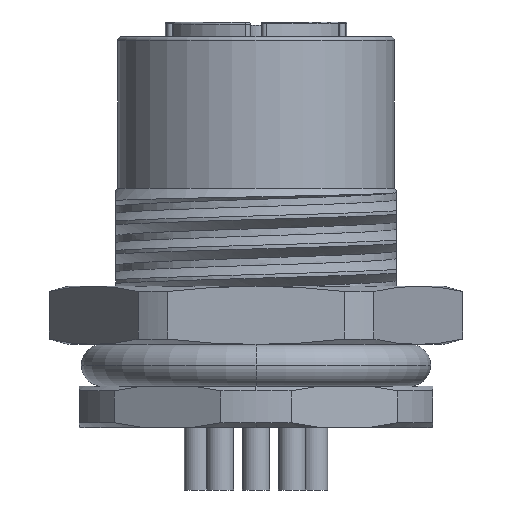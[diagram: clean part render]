
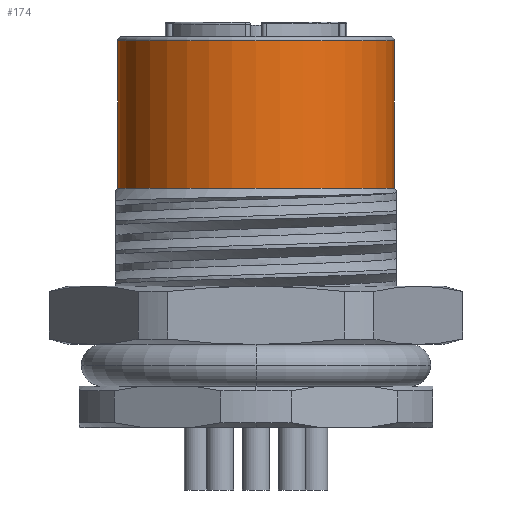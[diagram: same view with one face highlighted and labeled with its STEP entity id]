
A CAD part, front view. The second image highlights one B-rep face of the part: STEP entity #174.
In plain terms, the highlighted cylindrical face has radius 6.65 mm (diameter 13.3 mm), a partial arc.
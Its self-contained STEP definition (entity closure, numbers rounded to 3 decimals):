
#174=ADVANCED_FACE('',(#543),#544,.T.);
#543=FACE_OUTER_BOUND('',#1069,.T.);
#544=CYLINDRICAL_SURFACE('',#1070,6.65);
#1069=EDGE_LOOP('',(#3688,#3689,#3690,#3691));
#1070=AXIS2_PLACEMENT_3D('',#3692,#3693,#3694);
#3688=ORIENTED_EDGE('',*,*,#4561,.T.);
#3689=ORIENTED_EDGE('',*,*,#4810,.F.);
#3690=ORIENTED_EDGE('',*,*,#4812,.F.);
#3691=ORIENTED_EDGE('',*,*,#4811,.T.);
#3692=CARTESIAN_POINT('',(0.0,0.0,0.24));
#3693=DIRECTION('',(0.0,0.0,1.0));
#3694=DIRECTION('',(-1.0,0.0,0.0));
#4561=EDGE_CURVE('',#5208,#5206,#5209,.T.);
#4810=EDGE_CURVE('',#5596,#5206,#5598,.T.);
#4811=EDGE_CURVE('',#5595,#5208,#5599,.T.);
#4812=EDGE_CURVE('',#5595,#5596,#5600,.T.);
#5206=VERTEX_POINT('',#6208);
#5208=VERTEX_POINT('',#6210);
#5209=CIRCLE('',#6211,6.65);
#5595=VERTEX_POINT('',#6697);
#5596=VERTEX_POINT('',#6698);
#5598=LINE('',#6700,#6701);
#5599=LINE('',#6702,#6703);
#5600=CIRCLE('',#6704,6.65);
#6208=CARTESIAN_POINT('',(-6.65,0.0,-0.9));
#6210=CARTESIAN_POINT('',(6.65,0.0,-0.9));
#6211=AXIS2_PLACEMENT_3D('',#9833,#9834,#9835);
#6697=CARTESIAN_POINT('',(6.65,0.0,-8.0));
#6698=CARTESIAN_POINT('',(-6.65,0.0,-8.0));
#6700=CARTESIAN_POINT('',(-6.65,0.0,-8.0));
#6701=VECTOR('',#10380,7.1);
#6702=CARTESIAN_POINT('',(6.65,0.0,-8.0));
#6703=VECTOR('',#10381,7.1);
#6704=AXIS2_PLACEMENT_3D('',#10382,#10383,#10384);
#9833=CARTESIAN_POINT('',(0.0,0.0,-0.9));
#9834=DIRECTION('',(0.0,0.0,-1.0));
#9835=DIRECTION('',(1.0,0.0,0.0));
#10380=DIRECTION('',(0.0,0.0,1.0));
#10381=DIRECTION('',(0.0,0.0,1.0));
#10382=CARTESIAN_POINT('',(0.0,0.0,-8.0));
#10383=DIRECTION('',(0.0,0.0,-1.0));
#10384=DIRECTION('',(1.0,0.0,0.0));
